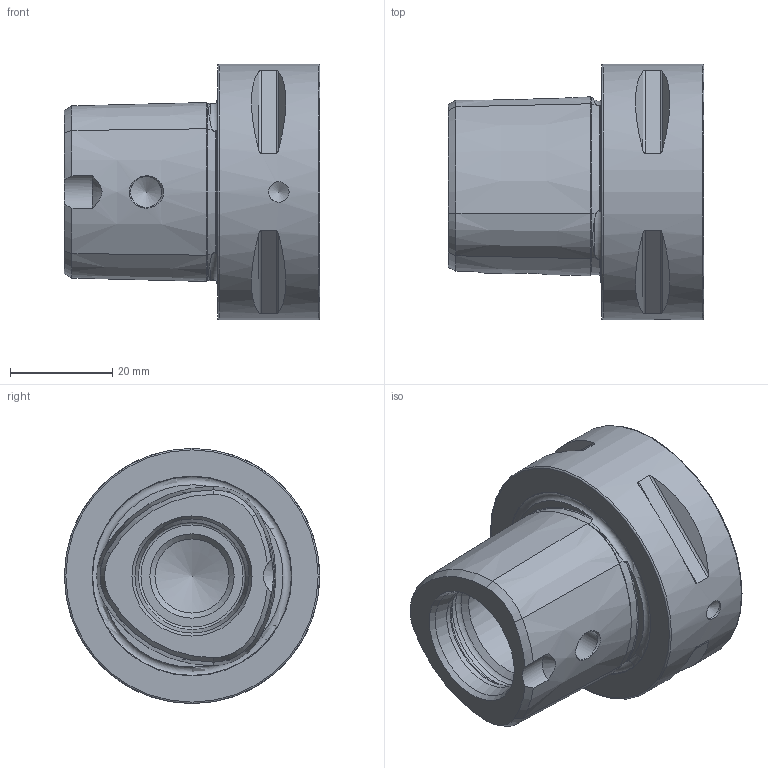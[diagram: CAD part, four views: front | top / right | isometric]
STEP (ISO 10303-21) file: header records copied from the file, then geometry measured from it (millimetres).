
FILE_DESCRIPTION (( 'STEP AP214' ), '1' );
FILE_NAME ('PS5.000.001.020.STEP', '2020-11-20T16:12:36', ( '' ), ( '' ), 'SwSTEP 2.0', 'SolidWorks 2017', '' );
FILE_SCHEMA (( 'AUTOMOTIVE_DESIGN' ));
Length unit declared in the file: millimetre
Products named in the file (1): PS5.000.001.020
Bounding box: 50 x 50 x 50 mm (x, y, z)
Volume: 53900.5 mm3; surface area: 12901 mm2
Topology: 1 solids, 1 shells, 87 faces, 203 edges, 124 vertices
Faces by surface type: cone 35, plane 19, cylinder 18, torus 15
Full cylindrical faces by diameter (mm): 1 x1, 4 x1, 6.1 x2, 14.5 x1, 21 x2, 24 x1, 50 x1
Entity records: 2781 total; most frequent: CARTESIAN_POINT 970, DIRECTION 362, ORIENTED_EDGE 336, EDGE_CURVE 168, AXIS2_PLACEMENT_3D 160, EDGE_LOOP 122, VERTEX_POINT 116, FACE_OUTER_BOUND 102
